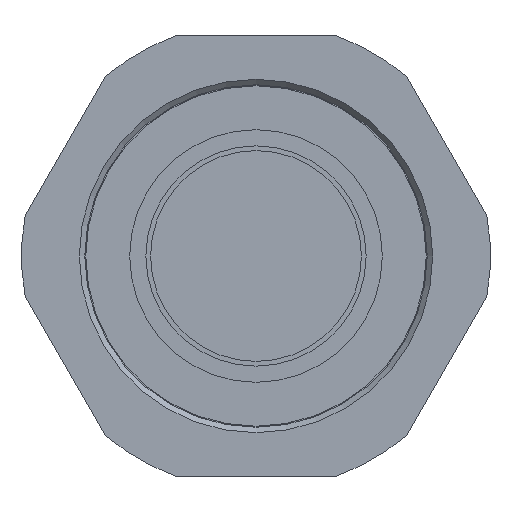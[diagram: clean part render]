
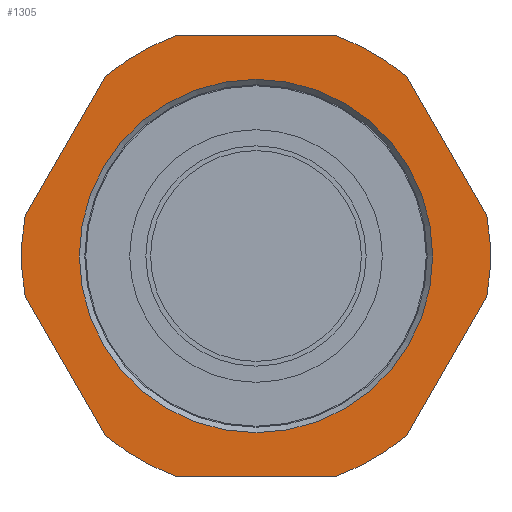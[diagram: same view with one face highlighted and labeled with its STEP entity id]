
A CAD part, front view. The second image highlights one B-rep face of the part: STEP entity #1305.
In plain terms, the highlighted planar face has unit normal (0, -1, 0).
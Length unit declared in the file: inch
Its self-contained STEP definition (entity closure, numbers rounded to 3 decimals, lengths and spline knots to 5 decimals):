
#38=FACE_BOUND('',#418,.T.);
#138=LINE('',#2223,#223);
#139=LINE('',#2227,#224);
#140=LINE('',#2231,#225);
#141=LINE('',#2235,#226);
#142=LINE('',#2239,#227);
#143=LINE('',#2242,#228);
#223=VECTOR('',#1861,0.3937);
#224=VECTOR('',#1864,0.3937);
#225=VECTOR('',#1867,0.3937);
#226=VECTOR('',#1870,0.3937);
#227=VECTOR('',#1873,0.3937);
#228=VECTOR('',#1876,0.3937);
#318=FACE_OUTER_BOUND('',#417,.T.);
#417=EDGE_LOOP('',(#1051,#1052,#1053,#1054,#1055,#1056,#1057,#1058,#1059,
#1060,#1061,#1062));
#418=EDGE_LOOP('',(#1063));
#504=CIRCLE('',#1482,1.3075);
#507=CIRCLE('',#1487,1.735);
#508=CIRCLE('',#1488,1.735);
#509=CIRCLE('',#1489,1.735);
#510=CIRCLE('',#1490,1.735);
#511=CIRCLE('',#1491,1.735);
#512=CIRCLE('',#1492,1.735);
#604=VERTEX_POINT('',#2209);
#607=VERTEX_POINT('',#2219);
#608=VERTEX_POINT('',#2220);
#609=VERTEX_POINT('',#2222);
#610=VERTEX_POINT('',#2224);
#611=VERTEX_POINT('',#2226);
#612=VERTEX_POINT('',#2228);
#613=VERTEX_POINT('',#2230);
#614=VERTEX_POINT('',#2232);
#615=VERTEX_POINT('',#2234);
#616=VERTEX_POINT('',#2236);
#617=VERTEX_POINT('',#2238);
#618=VERTEX_POINT('',#2240);
#755=EDGE_CURVE('',#604,#604,#504,.T.);
#760=EDGE_CURVE('',#607,#608,#507,.T.);
#761=EDGE_CURVE('',#608,#609,#138,.T.);
#762=EDGE_CURVE('',#609,#610,#508,.T.);
#763=EDGE_CURVE('',#610,#611,#139,.T.);
#764=EDGE_CURVE('',#611,#612,#509,.T.);
#765=EDGE_CURVE('',#612,#613,#140,.T.);
#766=EDGE_CURVE('',#613,#614,#510,.T.);
#767=EDGE_CURVE('',#614,#615,#141,.T.);
#768=EDGE_CURVE('',#615,#616,#511,.T.);
#769=EDGE_CURVE('',#616,#617,#142,.T.);
#770=EDGE_CURVE('',#617,#618,#512,.T.);
#771=EDGE_CURVE('',#618,#607,#143,.T.);
#1051=ORIENTED_EDGE('',*,*,#760,.T.);
#1052=ORIENTED_EDGE('',*,*,#761,.T.);
#1053=ORIENTED_EDGE('',*,*,#762,.T.);
#1054=ORIENTED_EDGE('',*,*,#763,.T.);
#1055=ORIENTED_EDGE('',*,*,#764,.T.);
#1056=ORIENTED_EDGE('',*,*,#765,.T.);
#1057=ORIENTED_EDGE('',*,*,#766,.T.);
#1058=ORIENTED_EDGE('',*,*,#767,.T.);
#1059=ORIENTED_EDGE('',*,*,#768,.T.);
#1060=ORIENTED_EDGE('',*,*,#769,.T.);
#1061=ORIENTED_EDGE('',*,*,#770,.T.);
#1062=ORIENTED_EDGE('',*,*,#771,.T.);
#1063=ORIENTED_EDGE('',*,*,#755,.F.);
#1144=PLANE('',#1486);
#1305=ADVANCED_FACE('',(#318,#38),#1144,.T.);
#1482=AXIS2_PLACEMENT_3D('',#2210,#1847,#1848);
#1486=AXIS2_PLACEMENT_3D('',#2218,#1857,#1858);
#1487=AXIS2_PLACEMENT_3D('',#2221,#1859,#1860);
#1488=AXIS2_PLACEMENT_3D('',#2225,#1862,#1863);
#1489=AXIS2_PLACEMENT_3D('',#2229,#1865,#1866);
#1490=AXIS2_PLACEMENT_3D('',#2233,#1868,#1869);
#1491=AXIS2_PLACEMENT_3D('',#2237,#1871,#1872);
#1492=AXIS2_PLACEMENT_3D('',#2241,#1874,#1875);
#1847=DIRECTION('center_axis',(0.,-1.,0.));
#1848=DIRECTION('ref_axis',(-1.,0.,0.));
#1857=DIRECTION('center_axis',(0.,-1.,0.));
#1858=DIRECTION('ref_axis',(1.,0.,0.));
#1859=DIRECTION('center_axis',(0.,-1.,0.));
#1860=DIRECTION('ref_axis',(-1.,0.,0.));
#1861=DIRECTION('',(0.5,0.,0.866));
#1862=DIRECTION('center_axis',(0.,-1.,0.));
#1863=DIRECTION('ref_axis',(-1.,0.,0.));
#1864=DIRECTION('',(-0.5,0.,0.866));
#1865=DIRECTION('center_axis',(0.,-1.,0.));
#1866=DIRECTION('ref_axis',(-1.,0.,0.));
#1867=DIRECTION('',(-1.,0.,0.));
#1868=DIRECTION('center_axis',(0.,-1.,0.));
#1869=DIRECTION('ref_axis',(-1.,0.,0.));
#1870=DIRECTION('',(-0.5,0.,-0.866));
#1871=DIRECTION('center_axis',(0.,-1.,0.));
#1872=DIRECTION('ref_axis',(-1.,0.,0.));
#1873=DIRECTION('',(0.5,0.,-0.866));
#1874=DIRECTION('center_axis',(0.,-1.,0.));
#1875=DIRECTION('ref_axis',(-1.,0.,0.));
#1876=DIRECTION('',(1.,0.,0.));
#2209=CARTESIAN_POINT('',(1.3075,-0.475,0.));
#2210=CARTESIAN_POINT('Origin',(0.,-0.475,0.));
#2218=CARTESIAN_POINT('Origin',(0.,-0.475,0.));
#2219=CARTESIAN_POINT('',(0.59441,-0.475,-1.63));
#2220=CARTESIAN_POINT('',(1.11442,-0.475,-1.32978));
#2221=CARTESIAN_POINT('Origin',(0.,-0.475,0.));
#2222=CARTESIAN_POINT('',(1.70883,-0.475,-0.30022));
#2223=CARTESIAN_POINT('',(1.88216,-0.475,0.));
#2224=CARTESIAN_POINT('',(1.70883,-0.475,0.30022));
#2225=CARTESIAN_POINT('Origin',(0.,-0.475,0.));
#2226=CARTESIAN_POINT('',(1.11442,-0.475,1.32978));
#2227=CARTESIAN_POINT('',(0.94108,-0.475,1.63));
#2228=CARTESIAN_POINT('',(0.59441,-0.475,1.63));
#2229=CARTESIAN_POINT('Origin',(0.,-0.475,0.));
#2230=CARTESIAN_POINT('',(-0.59441,-0.475,1.63));
#2231=CARTESIAN_POINT('',(-0.94108,-0.475,1.63));
#2232=CARTESIAN_POINT('',(-1.11442,-0.475,1.32978));
#2233=CARTESIAN_POINT('Origin',(0.,-0.475,0.));
#2234=CARTESIAN_POINT('',(-1.70883,-0.475,0.30022));
#2235=CARTESIAN_POINT('',(-1.88216,-0.475,0.));
#2236=CARTESIAN_POINT('',(-1.70883,-0.475,-0.30022));
#2237=CARTESIAN_POINT('Origin',(0.,-0.475,0.));
#2238=CARTESIAN_POINT('',(-1.11442,-0.475,-1.32978));
#2239=CARTESIAN_POINT('',(-0.94108,-0.475,-1.63));
#2240=CARTESIAN_POINT('',(-0.59441,-0.475,-1.63));
#2241=CARTESIAN_POINT('Origin',(0.,-0.475,0.));
#2242=CARTESIAN_POINT('',(0.94108,-0.475,-1.63));
